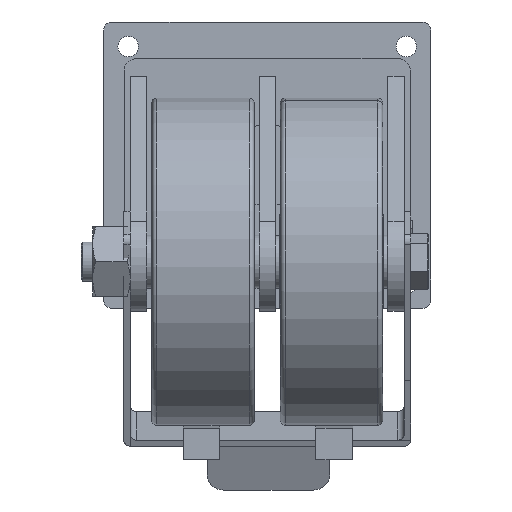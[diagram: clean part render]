
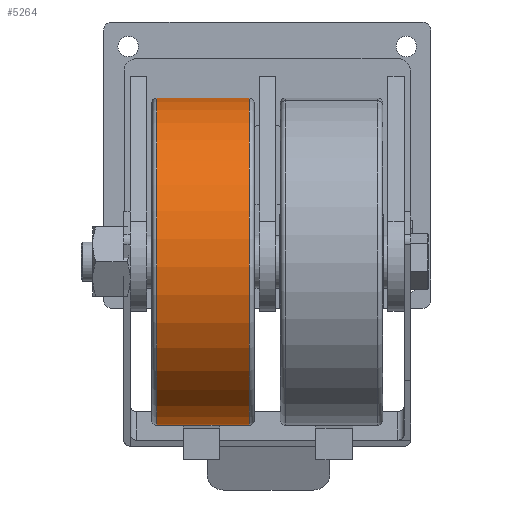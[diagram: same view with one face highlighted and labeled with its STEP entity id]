
A CAD part, front view. The second image highlights one B-rep face of the part: STEP entity #5264.
In plain terms, the highlighted cylindrical face has radius 200 mm (diameter 400 mm), a partial arc.
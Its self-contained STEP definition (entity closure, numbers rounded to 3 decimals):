
#4404 = EDGE_LOOP ( 'NONE', ( #65481, #62238, #89975, #37491 ) ) ;
#4894 = DIRECTION ( 'NONE',  ( 0., 0.033, -0.999 ) ) ;
#5264 = ADVANCED_FACE ( 'NONE', ( #62551 ), #61199, .T. ) ;
#5624 = CIRCLE ( 'NONE', #87649, 200. ) ;
#5669 = CARTESIAN_POINT ( 'NONE',  ( -22.1, -251.438, -317.89 ) ) ;
#7174 = CARTESIAN_POINT ( 'NONE',  ( -22.1, -258.061, -118. ) ) ;
#8074 = DIRECTION ( 'NONE',  ( 1., 0., 0. ) ) ;
#19300 = VECTOR ( 'NONE', #86574, 1000. ) ;
#19982 = DIRECTION ( 'NONE',  ( 1., 0., 0. ) ) ;
#20936 = CARTESIAN_POINT ( 'NONE',  ( -22.1, -264.684, 81.89 ) ) ;
#22384 = DIRECTION ( 'NONE',  ( 1., 0., 0. ) ) ;
#22692 = AXIS2_PLACEMENT_3D ( 'NONE', #97513, #8074, #96810 ) ;
#27058 = VECTOR ( 'NONE', #22384, 1000. ) ;
#29806 = CARTESIAN_POINT ( 'NONE',  ( -135.1, -264.684, 81.89 ) ) ;
#33447 = LINE ( 'NONE', #103305, #19300 ) ;
#37491 = ORIENTED_EDGE ( 'NONE', *, *, #87997, .F. ) ;
#39455 = DIRECTION ( 'NONE',  ( 0., 0.033, -0.999 ) ) ;
#50936 = CARTESIAN_POINT ( 'NONE',  ( -135.1, -251.438, -317.89 ) ) ;
#53323 = EDGE_CURVE ( 'NONE', #78859, #94974, #33447, .T. ) ;
#56532 = LINE ( 'NONE', #70693, #27058 ) ;
#58362 = EDGE_CURVE ( 'NONE', #76897, #78859, #5624, .T. ) ;
#59417 = VERTEX_POINT ( 'NONE', #20936 ) ;
#61199 = CYLINDRICAL_SURFACE ( 'NONE', #22692, 200. ) ;
#62238 = ORIENTED_EDGE ( 'NONE', *, *, #58362, .T. ) ;
#62551 = FACE_OUTER_BOUND ( 'NONE', #4404, .T. ) ;
#65258 = EDGE_CURVE ( 'NONE', #76897, #59417, #56532, .T. ) ;
#65481 = ORIENTED_EDGE ( 'NONE', *, *, #65258, .F. ) ;
#69006 = CARTESIAN_POINT ( 'NONE',  ( -135.1, -258.061, -118. ) ) ;
#70348 = AXIS2_PLACEMENT_3D ( 'NONE', #7174, #88456, #39455 ) ;
#70693 = CARTESIAN_POINT ( 'NONE',  ( -78.6, -264.684, 81.89 ) ) ;
#76897 = VERTEX_POINT ( 'NONE', #29806 ) ;
#78859 = VERTEX_POINT ( 'NONE', #50936 ) ;
#86574 = DIRECTION ( 'NONE',  ( 1., 0., 0. ) ) ;
#87649 = AXIS2_PLACEMENT_3D ( 'NONE', #69006, #19982, #4894 ) ;
#87997 = EDGE_CURVE ( 'NONE', #59417, #94974, #91408, .T. ) ;
#88456 = DIRECTION ( 'NONE',  ( 1., 0., 0. ) ) ;
#89975 = ORIENTED_EDGE ( 'NONE', *, *, #53323, .T. ) ;
#91408 = CIRCLE ( 'NONE', #70348, 200. ) ;
#94974 = VERTEX_POINT ( 'NONE', #5669 ) ;
#96810 = DIRECTION ( 'NONE',  ( 0., 0.033, -0.999 ) ) ;
#97513 = CARTESIAN_POINT ( 'NONE',  ( -78.6, -258.061, -118. ) ) ;
#103305 = CARTESIAN_POINT ( 'NONE',  ( -78.6, -251.438, -317.89 ) ) ;
